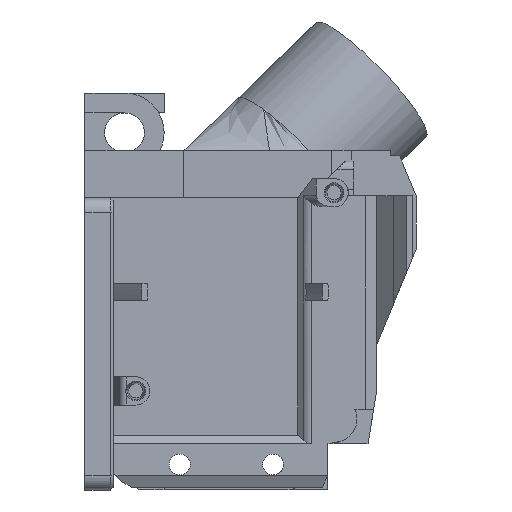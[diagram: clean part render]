
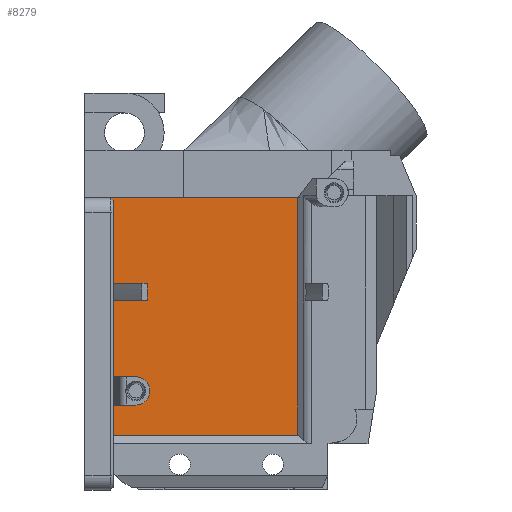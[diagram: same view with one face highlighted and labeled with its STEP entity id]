
A CAD part, left-side view. The second image highlights one B-rep face of the part: STEP entity #8279.
In plain terms, the highlighted planar face has unit normal (-1, 0, 0).
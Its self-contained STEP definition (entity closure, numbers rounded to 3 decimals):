
#144=FACE_BOUND('',#1270,.T.);
#383=PLANE('',#8974);
#805=FACE_OUTER_BOUND('',#1269,.T.);
#1269=EDGE_LOOP('',(#7417,#7418,#7419,#7420,#7421,#7422,#7423,#7424,#7425,
#7426,#7427));
#1270=EDGE_LOOP('',(#7428,#7429,#7430,#7431));
#1553=CIRCLE('',#8865,15.5);
#1554=CIRCLE('',#8869,21.5);
#1555=CIRCLE('',#8870,21.5);
#1556=CIRCLE('',#8872,2.5);
#1745=LINE('',#11570,#2566);
#1747=LINE('',#11574,#2568);
#2288=LINE('',#15997,#3109);
#2291=LINE('',#16008,#3112);
#2293=LINE('',#16015,#3114);
#2296=LINE('',#16027,#3117);
#2298=LINE('',#16031,#3119);
#2300=LINE('',#16034,#3121);
#2422=LINE('',#16343,#3243);
#2423=LINE('',#16346,#3244);
#2424=LINE('',#16347,#3245);
#2566=VECTOR('',#9117,10.);
#2568=VECTOR('',#9119,10.);
#3109=VECTOR('',#10660,10.);
#3112=VECTOR('',#10669,10.);
#3114=VECTOR('',#10673,10.);
#3117=VECTOR('',#10688,10.);
#3119=VECTOR('',#10692,10.);
#3121=VECTOR('',#10696,10.);
#3243=VECTOR('',#11014,10.);
#3244=VECTOR('',#11017,10.);
#3245=VECTOR('',#11018,10.);
#3400=VERTEX_POINT('',#11567);
#3401=VERTEX_POINT('',#11569);
#3402=VERTEX_POINT('',#11571);
#3403=VERTEX_POINT('',#11573);
#3971=VERTEX_POINT('',#15995);
#3972=VERTEX_POINT('',#15996);
#3973=VERTEX_POINT('',#16003);
#3974=VERTEX_POINT('',#16007);
#3975=VERTEX_POINT('',#16013);
#3976=VERTEX_POINT('',#16020);
#3977=VERTEX_POINT('',#16021);
#3978=VERTEX_POINT('',#16026);
#3979=VERTEX_POINT('',#16030);
#4062=VERTEX_POINT('',#16341);
#4063=VERTEX_POINT('',#16345);
#4193=EDGE_CURVE('',#3400,#3401,#1745,.T.);
#4195=EDGE_CURVE('',#3402,#3403,#1747,.T.);
#5056=EDGE_CURVE('',#3971,#3972,#2288,.T.);
#5059=EDGE_CURVE('',#3973,#3971,#1553,.T.);
#5061=EDGE_CURVE('',#3974,#3973,#2291,.T.);
#5064=EDGE_CURVE('',#3975,#3400,#2293,.T.);
#5065=EDGE_CURVE('',#3402,#3974,#1554,.T.);
#5066=EDGE_CURVE('',#3972,#3401,#1555,.T.);
#5067=EDGE_CURVE('',#3976,#3977,#1556,.T.);
#5070=EDGE_CURVE('',#3978,#3976,#2296,.T.);
#5072=EDGE_CURVE('',#3979,#3978,#2298,.T.);
#5074=EDGE_CURVE('',#3979,#3977,#2300,.T.);
#5228=EDGE_CURVE('',#3975,#4062,#2422,.T.);
#5229=EDGE_CURVE('',#4063,#4062,#2423,.T.);
#5230=EDGE_CURVE('',#3403,#4063,#2424,.F.);
#7417=ORIENTED_EDGE('',*,*,#5066,.T.);
#7418=ORIENTED_EDGE('',*,*,#4193,.F.);
#7419=ORIENTED_EDGE('',*,*,#5064,.F.);
#7420=ORIENTED_EDGE('',*,*,#5228,.T.);
#7421=ORIENTED_EDGE('',*,*,#5229,.F.);
#7422=ORIENTED_EDGE('',*,*,#5230,.F.);
#7423=ORIENTED_EDGE('',*,*,#4195,.F.);
#7424=ORIENTED_EDGE('',*,*,#5065,.T.);
#7425=ORIENTED_EDGE('',*,*,#5061,.T.);
#7426=ORIENTED_EDGE('',*,*,#5059,.T.);
#7427=ORIENTED_EDGE('',*,*,#5056,.T.);
#7428=ORIENTED_EDGE('',*,*,#5074,.F.);
#7429=ORIENTED_EDGE('',*,*,#5072,.T.);
#7430=ORIENTED_EDGE('',*,*,#5070,.T.);
#7431=ORIENTED_EDGE('',*,*,#5067,.T.);
#8279=ADVANCED_FACE('',(#805,#144),#383,.T.);
#8865=AXIS2_PLACEMENT_3D('',#16004,#10664,#10665);
#8869=AXIS2_PLACEMENT_3D('',#16017,#10676,#10677);
#8870=AXIS2_PLACEMENT_3D('',#16018,#10678,#10679);
#8872=AXIS2_PLACEMENT_3D('',#16022,#10682,#10683);
#8974=AXIS2_PLACEMENT_3D('',#16344,#11015,#11016);
#9117=DIRECTION('',(0.,0.,1.));
#9119=DIRECTION('',(0.,0.,1.));
#10660=DIRECTION('',(0.,1.,0.));
#10664=DIRECTION('center_axis',(-1.,0.,0.));
#10665=DIRECTION('ref_axis',(0.,-1.,0.));
#10669=DIRECTION('',(0.,-1.,0.));
#10673=DIRECTION('',(0.,1.,0.));
#10676=DIRECTION('center_axis',(1.,0.,0.));
#10677=DIRECTION('ref_axis',(0.,1.,0.));
#10678=DIRECTION('center_axis',(1.,0.,0.));
#10679=DIRECTION('ref_axis',(0.,1.,0.));
#10682=DIRECTION('center_axis',(1.,0.,0.));
#10683=DIRECTION('ref_axis',(0.,-1.,0.));
#10688=DIRECTION('',(0.,-1.,0.));
#10692=DIRECTION('',(0.,0.,1.));
#10696=DIRECTION('',(0.,-1.,0.));
#11014=DIRECTION('',(0.,0.,1.));
#11015=DIRECTION('center_axis',(-1.,0.,0.));
#11016=DIRECTION('ref_axis',(0.,-1.,0.));
#11017=DIRECTION('',(0.,-1.,0.));
#11018=DIRECTION('',(0.,-0.707,-0.707));
#11567=CARTESIAN_POINT('',(-22.,20.,3.709));
#11569=CARTESIAN_POINT('',(-22.,20.,28.998));
#11570=CARTESIAN_POINT('',(-22.,20.,36.774));
#11571=CARTESIAN_POINT('',(-22.,20.,28.999));
#11573=CARTESIAN_POINT('',(-22.,20.,45.099));
#11574=CARTESIAN_POINT('',(-22.,20.,36.774));
#15995=CARTESIAN_POINT('',(-22.,13.927,27.498));
#15996=CARTESIAN_POINT('',(-22.,19.948,27.498));
#15997=CARTESIAN_POINT('',(-22.,1.214,27.498));
#16003=CARTESIAN_POINT('',(-22.,13.927,30.498));
#16004=CARTESIAN_POINT('Origin',(-22.,-1.5,28.998));
#16007=CARTESIAN_POINT('',(-22.,19.948,30.498));
#16008=CARTESIAN_POINT('',(-22.,1.716,30.498));
#16013=CARTESIAN_POINT('',(-22.,-12.603,3.709));
#16015=CARTESIAN_POINT('',(-22.,-11.216,3.709));
#16017=CARTESIAN_POINT('Origin',(-22.,-1.5,28.998));
#16018=CARTESIAN_POINT('Origin',(-22.,-1.5,28.998));
#16020=CARTESIAN_POINT('',(-22.,15.751,13.986));
#16021=CARTESIAN_POINT('',(-22.,16.,8.998));
#16022=CARTESIAN_POINT('Origin',(-22.,16.,11.498));
#16026=CARTESIAN_POINT('',(-22.,19.9,13.986));
#16027=CARTESIAN_POINT('',(-22.,-1.968,13.986));
#16030=CARTESIAN_POINT('',(-22.,19.9,8.998));
#16031=CARTESIAN_POINT('',(-22.,19.9,29.451));
#16034=CARTESIAN_POINT('',(-22.,3.5,8.998));
#16341=CARTESIAN_POINT('',(-22.,-12.603,45.599));
#16343=CARTESIAN_POINT('',(-22.,-12.603,19.867));
#16344=CARTESIAN_POINT('Origin',(-22.,-11.5,25.404));
#16345=CARTESIAN_POINT('',(-22.,20.5,45.599));
#16346=CARTESIAN_POINT('',(-22.,4.25,45.599));
#16347=CARTESIAN_POINT('',(-22.,7.326,32.425));
